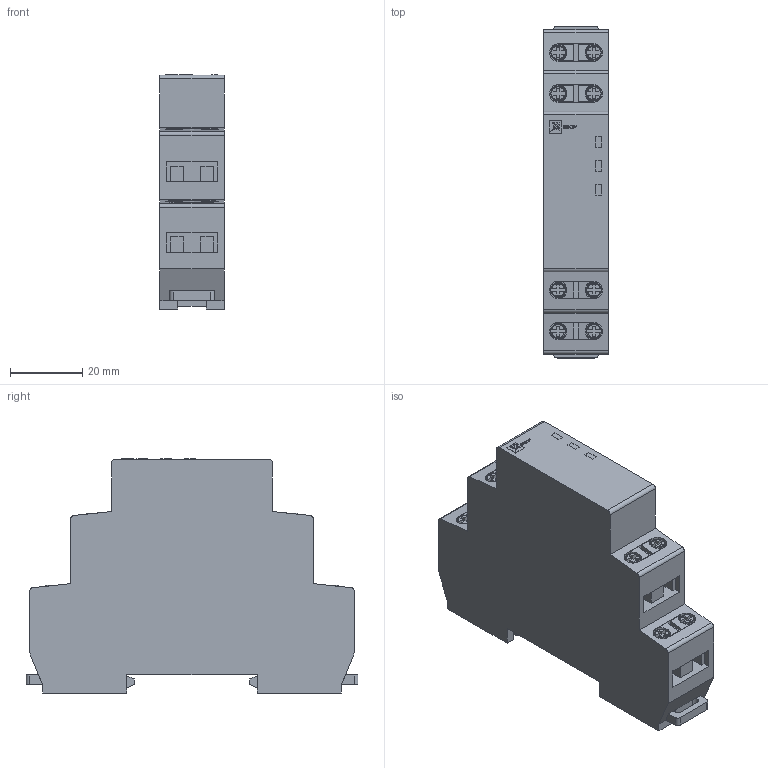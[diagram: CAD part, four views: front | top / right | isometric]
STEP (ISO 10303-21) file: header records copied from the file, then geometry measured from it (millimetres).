
FILE_DESCRIPTION (( 'STEP AP203' ), '1' );
FILE_NAME ('Ðåëå êîíòðîëÿ ôàç RKF-31 (rkf-31).STEP', '2018-09-04T05:53:52', ( '' ), ( '' ), 'SwSTEP 2.0', 'SolidWorks 2017', '' );
FILE_SCHEMA (( 'CONFIG_CONTROL_DESIGN' ));
Length unit declared in the file: millimetre
Products named in the file (1): Ðåëå êîíòðîëÿ ôàç RKF-31 (rkf-31)
Bounding box: 17.8 x 92 x 64.85 mm (x, y, z)
Volume: 77681.2 mm3; surface area: 17325.6 mm2
Topology: 5 solids, 5 shells, 499 faces, 1329 edges, 882 vertices
Faces by surface type: plane 371, cylinder 94, bspline 18, torus 16
Entity records: 16090 total; most frequent: CARTESIAN_POINT 3627, ORIENTED_EDGE 2658, DIRECTION 2405, EDGE_CURVE 1329, VECTOR 1021, LINE 1021, VERTEX_POINT 882, AXIS2_PLACEMENT_3D 692
